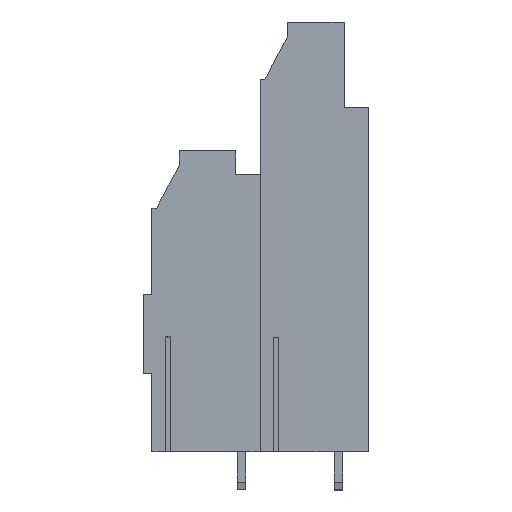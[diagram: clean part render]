
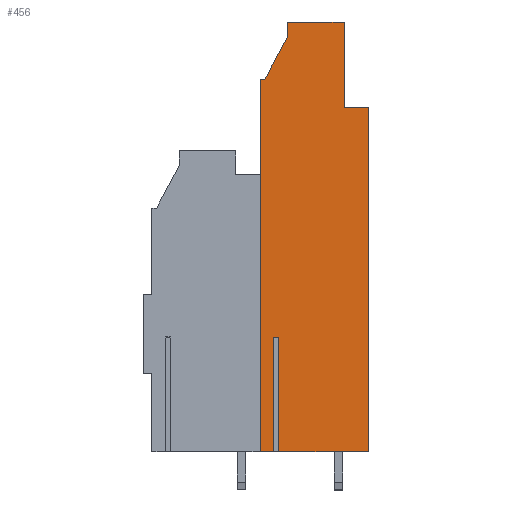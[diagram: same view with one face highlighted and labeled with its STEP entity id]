
A CAD part, top view. The second image highlights one B-rep face of the part: STEP entity #456.
In plain terms, the highlighted planar face has unit normal (0, 0, 1).
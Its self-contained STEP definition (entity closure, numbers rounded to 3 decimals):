
#456 = ADVANCED_FACE( '', ( #1107 ), #1108, .T. );
#1107 = FACE_OUTER_BOUND( '', #1973, .T. );
#1108 = PLANE( '', #1974 );
#1973 = EDGE_LOOP( '', ( #3065, #3066, #3067, #3068, #3069, #3070, #3071, #3072, #3073, #3074, #3075, #3076, #3077, #3078 ) );
#1974 = AXIS2_PLACEMENT_3D( '', #3079, #3080, #3081 );
#3065 = ORIENTED_EDGE( '', *, *, #5725, .T. );
#3066 = ORIENTED_EDGE( '', *, *, #5546, .T. );
#3067 = ORIENTED_EDGE( '', *, *, #5726, .T. );
#3068 = ORIENTED_EDGE( '', *, *, #5727, .T. );
#3069 = ORIENTED_EDGE( '', *, *, #5728, .T. );
#3070 = ORIENTED_EDGE( '', *, *, #5729, .T. );
#3071 = ORIENTED_EDGE( '', *, *, #5730, .T. );
#3072 = ORIENTED_EDGE( '', *, *, #5731, .T. );
#3073 = ORIENTED_EDGE( '', *, *, #5732, .T. );
#3074 = ORIENTED_EDGE( '', *, *, #5733, .T. );
#3075 = ORIENTED_EDGE( '', *, *, #5734, .T. );
#3076 = ORIENTED_EDGE( '', *, *, #5735, .T. );
#3077 = ORIENTED_EDGE( '', *, *, #5736, .F. );
#3078 = ORIENTED_EDGE( '', *, *, #5737, .T. );
#3079 = CARTESIAN_POINT( '', ( 16.6, 22.5, 0. ) );
#3080 = DIRECTION( '', ( 0., 0., 1. ) );
#3081 = DIRECTION( '', ( 1., 0., 0. ) );
#5546 = EDGE_CURVE( '', #6689, #6694, #6696, .T. );
#5725 = EDGE_CURVE( '', #7007, #6689, #7008, .T. );
#5726 = EDGE_CURVE( '', #6694, #7009, #7010, .T. );
#5727 = EDGE_CURVE( '', #7009, #7011, #7012, .T. );
#5728 = EDGE_CURVE( '', #7011, #7013, #7014, .T. );
#5729 = EDGE_CURVE( '', #7013, #7015, #7016, .T. );
#5730 = EDGE_CURVE( '', #7015, #7017, #7018, .T. );
#5731 = EDGE_CURVE( '', #7017, #7019, #7020, .T. );
#5732 = EDGE_CURVE( '', #7019, #7021, #7022, .T. );
#5733 = EDGE_CURVE( '', #7021, #7023, #7024, .T. );
#5734 = EDGE_CURVE( '', #7023, #7025, #7026, .T. );
#5735 = EDGE_CURVE( '', #7025, #7027, #7028, .T. );
#5736 = EDGE_CURVE( '', #7029, #7027, #7030, .T. );
#5737 = EDGE_CURVE( '', #7029, #7007, #7031, .T. );
#6689 = VERTEX_POINT( '', #8382 );
#6694 = VERTEX_POINT( '', #8389 );
#6696 = LINE( '', #8392, #8393 );
#7007 = VERTEX_POINT( '', #8846 );
#7008 = LINE( '', #8847, #8848 );
#7009 = VERTEX_POINT( '', #8849 );
#7010 = LINE( '', #8850, #8851 );
#7011 = VERTEX_POINT( '', #8852 );
#7012 = LINE( '', #8853, #8854 );
#7013 = VERTEX_POINT( '', #8855 );
#7014 = LINE( '', #8856, #8857 );
#7015 = VERTEX_POINT( '', #8858 );
#7016 = LINE( '', #8859, #8860 );
#7017 = VERTEX_POINT( '', #8861 );
#7018 = LINE( '', #8862, #8863 );
#7019 = VERTEX_POINT( '', #8864 );
#7020 = LINE( '', #8865, #8866 );
#7021 = VERTEX_POINT( '', #8867 );
#7022 = LINE( '', #8868, #8869 );
#7023 = VERTEX_POINT( '', #8870 );
#7024 = LINE( '', #8871, #8872 );
#7025 = VERTEX_POINT( '', #8873 );
#7026 = LINE( '', #8874, #8875 );
#7027 = VERTEX_POINT( '', #8876 );
#7028 = LINE( '', #8877, #8878 );
#7029 = VERTEX_POINT( '', #8879 );
#7030 = LINE( '', #8880, #8881 );
#7031 = LINE( '', #8882, #8883 );
#8382 = CARTESIAN_POINT( '', ( 12.796, 12., 0. ) );
#8389 = CARTESIAN_POINT( '', ( 13.304, 12., 0. ) );
#8392 = CARTESIAN_POINT( '', ( 12.796, 12., 0. ) );
#8393 = VECTOR( '', #10752, 1000. );
#8846 = CARTESIAN_POINT( '', ( 12.796, 0., 0. ) );
#8847 = CARTESIAN_POINT( '', ( 12.796, 0., 0. ) );
#8848 = VECTOR( '', #10907, 1000. );
#8849 = CARTESIAN_POINT( '', ( 13.304, 0., 0. ) );
#8850 = CARTESIAN_POINT( '', ( 13.304, 12., 0. ) );
#8851 = VECTOR( '', #10908, 1000. );
#8852 = CARTESIAN_POINT( '', ( 22.7, 0., 0. ) );
#8853 = CARTESIAN_POINT( '', ( 13.304, 0., 0. ) );
#8854 = VECTOR( '', #10909, 1000. );
#8855 = CARTESIAN_POINT( '', ( 22.7, 36., 0. ) );
#8856 = CARTESIAN_POINT( '', ( 22.7, 0., 0. ) );
#8857 = VECTOR( '', #10910, 1000. );
#8858 = CARTESIAN_POINT( '', ( 20.15, 36., 0. ) );
#8859 = CARTESIAN_POINT( '', ( 22.7, 36., 0. ) );
#8860 = VECTOR( '', #10911, 1000. );
#8861 = CARTESIAN_POINT( '', ( 20.15, 45., 0. ) );
#8862 = CARTESIAN_POINT( '', ( 20.15, 36., 0. ) );
#8863 = VECTOR( '', #10912, 1000. );
#8864 = CARTESIAN_POINT( '', ( 14.25, 45., 0. ) );
#8865 = CARTESIAN_POINT( '', ( 20.15, 45., 0. ) );
#8866 = VECTOR( '', #10913, 1000. );
#8867 = CARTESIAN_POINT( '', ( 14.25, 43.5, 0. ) );
#8868 = CARTESIAN_POINT( '', ( 14.25, 45., 0. ) );
#8869 = VECTOR( '', #10914, 1000. );
#8870 = CARTESIAN_POINT( '', ( 11.85, 39., 0. ) );
#8871 = CARTESIAN_POINT( '', ( 14.25, 43.5, 0. ) );
#8872 = VECTOR( '', #10915, 1000. );
#8873 = CARTESIAN_POINT( '', ( 11.35, 39., 0. ) );
#8874 = CARTESIAN_POINT( '', ( 11.85, 39., 0. ) );
#8875 = VECTOR( '', #10916, 1000. );
#8876 = CARTESIAN_POINT( '', ( 11.35, 29., 0. ) );
#8877 = CARTESIAN_POINT( '', ( 11.35, 39., 0. ) );
#8878 = VECTOR( '', #10917, 1000. );
#8879 = CARTESIAN_POINT( '', ( 11.35, 0., 0. ) );
#8880 = CARTESIAN_POINT( '', ( 11.35, 0., 0. ) );
#8881 = VECTOR( '', #10918, 1000. );
#8882 = CARTESIAN_POINT( '', ( 11.35, 0., 0. ) );
#8883 = VECTOR( '', #10919, 1000. );
#10752 = DIRECTION( '', ( 1., 0., 0. ) );
#10907 = DIRECTION( '', ( 0., 1., 0. ) );
#10908 = DIRECTION( '', ( 0., -1., 0. ) );
#10909 = DIRECTION( '', ( 1., 0., 0. ) );
#10910 = DIRECTION( '', ( 0., 1., 0. ) );
#10911 = DIRECTION( '', ( -1., 0., 0. ) );
#10912 = DIRECTION( '', ( 0., 1., 0. ) );
#10913 = DIRECTION( '', ( -1., 0., 0. ) );
#10914 = DIRECTION( '', ( 0., -1., 0. ) );
#10915 = DIRECTION( '', ( -0.471, -0.882, 0. ) );
#10916 = DIRECTION( '', ( -1., 0., 0. ) );
#10917 = DIRECTION( '', ( 0., -1., 0. ) );
#10918 = DIRECTION( '', ( 0., 1., 0. ) );
#10919 = DIRECTION( '', ( 1., 0., 0. ) );
